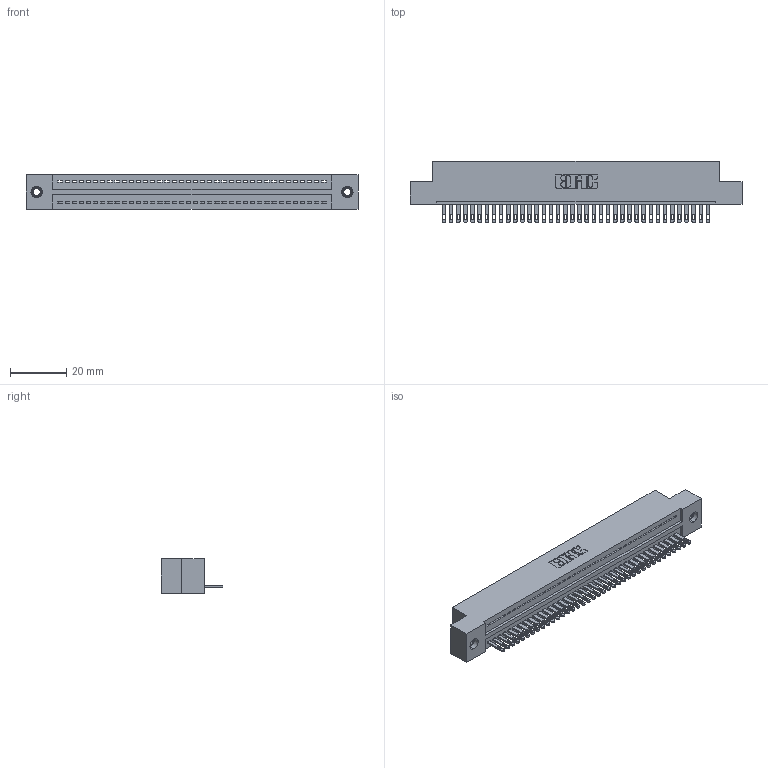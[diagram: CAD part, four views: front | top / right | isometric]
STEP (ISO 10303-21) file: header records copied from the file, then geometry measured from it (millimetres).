
FILE_DESCRIPTION (( 'STEP AP203' ), '1' );
FILE_NAME ('325-038-500-107.STEP', '2020-02-24T20:49:43', ( '' ), ( '' ), 'SwSTEP 2.0', 'SolidWorks 2016', '' );
FILE_SCHEMA (( 'CONFIG_CONTROL_DESIGN' ));
Length unit declared in the file: inch
Products named in the file (4): 345-250-001_345-250-005-103; 325 Part_TI; 325-038-500-107; 325-292-001_325-293-100
Assembly tree (41 placements, depth 2):
  325-038-500-107
    325 Part_TI
    325-292-001_325-293-100  x38
    345-250-001_345-250-005-103  x2
Bounding box: 118.24 x 21.84 x 12.45 mm (x, y, z)
Volume: 14988.8 mm3; surface area: 16423.6 mm2
Topology: 41 solids, 41 shells, 2226 faces, 6831 edges, 4546 vertices
Faces by surface type: plane 1470, cylinder 740, cone 12, torus 4
Entity records: 24864 total; most frequent: CARTESIAN_POINT 4271, ORIENTED_EDGE 4238, DIRECTION 3645, EDGE_CURVE 2119, LINE 1967, VECTOR 1967, VERTEX_POINT 1408, AXIS2_PLACEMENT_3D 839
